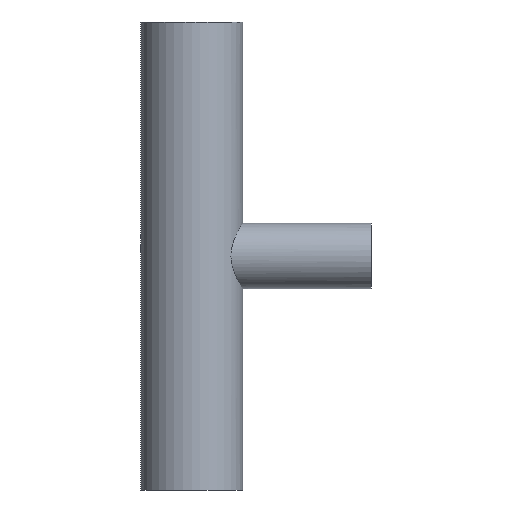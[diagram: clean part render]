
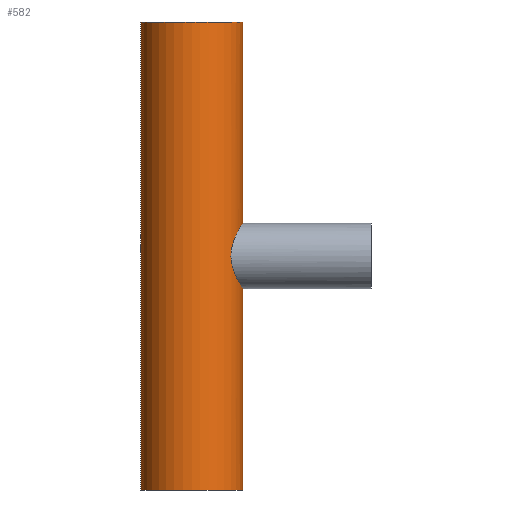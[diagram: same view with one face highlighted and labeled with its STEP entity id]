
A CAD part, front view. The second image highlights one B-rep face of the part: STEP entity #582.
In plain terms, the highlighted cylindrical face has radius 25 mm (diameter 50 mm), a partial arc.
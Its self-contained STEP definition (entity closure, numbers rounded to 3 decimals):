
#4 = B_SPLINE_CURVE_WITH_KNOTS ( 'NONE', 3,
 ( #170, #545, #492, #210, #495, #32, #217, #72, #259, #578, #344, #24, #74, #311, #124, #400, #405, #309, #164, #352, #489, #543, #119, #587, #589, #398, #356, #307, #502, #261, #449, #213, #29, #354, #253, #442, #20, #415, #279, #407, #128, #140, #323, #561, #326, #597, #366, #269, #228, #513, #232, #93 ),
 .UNSPECIFIED., .F., .F.,
 ( 4, 2, 2, 2, 2, 2, 2, 2, 2, 2, 2, 2, 2, 2, 2, 2, 2, 2, 2, 2, 2, 2, 2, 2, 2, 4 ),
 ( 0., 0.003, 0.005, 0.006, 0.01, 0.013, 0.014, 0.016, 0.019, 0.021, 0.023, 0.024, 0.026, 0.029, 0.031, 0.032, 0.034, 0.035, 0.039, 0.042, 0.043, 0.045, 0.048, 0.049, 0.05, 0.052 ),
 .UNSPECIFIED. ) ;
#20 = CARTESIAN_POINT ( 'NONE',  ( 21.911, -12.064, -10.559 ) ) ;
#22 = EDGE_CURVE ( 'NONE', #560, #517, #371, .T. ) ;
#24 = CARTESIAN_POINT ( 'NONE',  ( 22.099, -11.695, 10.931 ) ) ;
#29 = CARTESIAN_POINT ( 'NONE',  ( 20.495, -14.319, -7.157 ) ) ;
#32 = CARTESIAN_POINT ( 'NONE',  ( 24.444, -5.267, 15.118 ) ) ;
#33 = CARTESIAN_POINT ( 'NONE',  ( 25., 0., -114.5 ) ) ;
#48 = LINE ( 'NONE', #136, #607 ) ;
#72 = CARTESIAN_POINT ( 'NONE',  ( 23.958, -7.212, 14.321 ) ) ;
#74 = CARTESIAN_POINT ( 'NONE',  ( 21.915, -12.036, 10.554 ) ) ;
#82 = EDGE_CURVE ( 'NONE', #603, #223, #4, .T. ) ;
#84 = DIRECTION ( 'NONE',  ( 0., 0., -1. ) ) ;
#93 = CARTESIAN_POINT ( 'NONE',  ( 25., 0., -16. ) ) ;
#104 = EDGE_CURVE ( 'NONE', #290, #603, #48, .T. ) ;
#111 = AXIS2_PLACEMENT_3D ( 'NONE', #300, #144, #427 ) ;
#119 = CARTESIAN_POINT ( 'NONE',  ( 19.325, -15.86, 2.176 ) ) ;
#124 = CARTESIAN_POINT ( 'NONE',  ( 21.363, -12.99, 9.355 ) ) ;
#125 = CIRCLE ( 'NONE', #472, 25. ) ;
#128 = CARTESIAN_POINT ( 'NONE',  ( 23.647, -8.127, -13.792 ) ) ;
#132 = DIRECTION ( 'NONE',  ( -1., 0., 0. ) ) ;
#136 = CARTESIAN_POINT ( 'NONE',  ( 25., 0., 114.5 ) ) ;
#140 = CARTESIAN_POINT ( 'NONE',  ( 23.941, -7.216, -14.29 ) ) ;
#144 = DIRECTION ( 'NONE',  ( 0., 0., 1. ) ) ;
#152 = ORIENTED_EDGE ( 'NONE', *, *, #82, .F. ) ;
#164 = CARTESIAN_POINT ( 'NONE',  ( 19.914, -15.115, 5.273 ) ) ;
#170 = CARTESIAN_POINT ( 'NONE',  ( 25., 0., 16. ) ) ;
#179 = CYLINDRICAL_SURFACE ( 'NONE', #501, 25. ) ;
#182 = CARTESIAN_POINT ( 'NONE',  ( -25., 0., -114.5 ) ) ;
#185 = CARTESIAN_POINT ( 'NONE',  ( 25., 0., -16. ) ) ;
#210 = CARTESIAN_POINT ( 'NONE',  ( 24.726, -3.727, 15.569 ) ) ;
#211 = EDGE_CURVE ( 'NONE', #226, #560, #550, .T. ) ;
#213 = CARTESIAN_POINT ( 'NONE',  ( 20.336, -14.544, -6.689 ) ) ;
#217 = CARTESIAN_POINT ( 'NONE',  ( 24.332, -5.764, 14.935 ) ) ;
#223 = VERTEX_POINT ( 'NONE', #185 ) ;
#226 = VERTEX_POINT ( 'NONE', #466 ) ;
#228 = CARTESIAN_POINT ( 'NONE',  ( 24.93, -1.886, -15.891 ) ) ;
#232 = CARTESIAN_POINT ( 'NONE',  ( 25., -0.538, -16. ) ) ;
#253 = CARTESIAN_POINT ( 'NONE',  ( 21.005, -13.561, -8.507 ) ) ;
#259 = CARTESIAN_POINT ( 'NONE',  ( 23.662, -8.122, 13.824 ) ) ;
#261 = CARTESIAN_POINT ( 'NONE',  ( 19.905, -15.127, -5.24 ) ) ;
#269 = CARTESIAN_POINT ( 'NONE',  ( 24.908, -2.157, -15.856 ) ) ;
#273 = ORIENTED_EDGE ( 'NONE', *, *, #22, .T. ) ;
#275 = CARTESIAN_POINT ( 'NONE',  ( 0., 0., 114.5 ) ) ;
#279 = CARTESIAN_POINT ( 'NONE',  ( 23.002, -9.834, -12.662 ) ) ;
#290 = VERTEX_POINT ( 'NONE', #505 ) ;
#294 = VECTOR ( 'NONE', #594, 1000. ) ;
#300 = CARTESIAN_POINT ( 'NONE',  ( 0., 0., -114.5 ) ) ;
#307 = CARTESIAN_POINT ( 'NONE',  ( 19.558, -15.573, -3.711 ) ) ;
#309 = CARTESIAN_POINT ( 'NONE',  ( 20.051, -14.934, 5.766 ) ) ;
#311 = CARTESIAN_POINT ( 'NONE',  ( 21.547, -12.684, 9.766 ) ) ;
#315 = CARTESIAN_POINT ( 'NONE',  ( 25., 0., 114.5 ) ) ;
#321 = ORIENTED_EDGE ( 'NONE', *, *, #104, .F. ) ;
#322 = CARTESIAN_POINT ( 'NONE',  ( 25., 0., 16. ) ) ;
#323 = CARTESIAN_POINT ( 'NONE',  ( 24.079, -6.741, -14.52 ) ) ;
#326 = CARTESIAN_POINT ( 'NONE',  ( 24.655, -4.269, -15.457 ) ) ;
#344 = CARTESIAN_POINT ( 'NONE',  ( 22.646, -10.622, 12.009 ) ) ;
#352 = CARTESIAN_POINT ( 'NONE',  ( 19.67, -15.432, 4.26 ) ) ;
#354 = CARTESIAN_POINT ( 'NONE',  ( 20.831, -13.826, -8.068 ) ) ;
#355 = CARTESIAN_POINT ( 'NONE',  ( 0., 0., 114.5 ) ) ;
#356 = CARTESIAN_POINT ( 'NONE',  ( 19.3, -15.893, -2.136 ) ) ;
#360 = EDGE_LOOP ( 'NONE', ( #321, #509, #562, #273, #474, #152 ) ) ;
#361 = FACE_OUTER_BOUND ( 'NONE', #360, .T. ) ;
#366 = CARTESIAN_POINT ( 'NONE',  ( 24.856, -2.692, -15.774 ) ) ;
#368 = DIRECTION ( 'NONE',  ( 0., 0., -1. ) ) ;
#371 = CIRCLE ( 'NONE', #111, 25. ) ;
#398 = CARTESIAN_POINT ( 'NONE',  ( 19.209, -16.001, -1.07 ) ) ;
#400 = CARTESIAN_POINT ( 'NONE',  ( 20.829, -13.842, 8.089 ) ) ;
#405 = CARTESIAN_POINT ( 'NONE',  ( 20.493, -14.328, 7.195 ) ) ;
#407 = CARTESIAN_POINT ( 'NONE',  ( 23.491, -8.565, -13.524 ) ) ;
#410 = CARTESIAN_POINT ( 'NONE',  ( -25., 0., 114.5 ) ) ;
#415 = CARTESIAN_POINT ( 'NONE',  ( 22.647, -10.619, -12.012 ) ) ;
#427 = DIRECTION ( 'NONE',  ( 1., 0., 0. ) ) ;
#442 = CARTESIAN_POINT ( 'NONE',  ( 21.54, -12.707, -9.776 ) ) ;
#449 = CARTESIAN_POINT ( 'NONE',  ( 20.041, -14.948, -5.731 ) ) ;
#456 = DIRECTION ( 'NONE',  ( 0., 0., -1. ) ) ;
#462 = LINE ( 'NONE', #315, #533 ) ;
#466 = CARTESIAN_POINT ( 'NONE',  ( -25., 0., 114.5 ) ) ;
#472 = AXIS2_PLACEMENT_3D ( 'NONE', #275, #548, #590 ) ;
#474 = ORIENTED_EDGE ( 'NONE', *, *, #475, .F. ) ;
#475 = EDGE_CURVE ( 'NONE', #223, #517, #462, .T. ) ;
#477 = EDGE_CURVE ( 'NONE', #226, #290, #125, .T. ) ;
#489 = CARTESIAN_POINT ( 'NONE',  ( 19.564, -15.564, 3.746 ) ) ;
#492 = CARTESIAN_POINT ( 'NONE',  ( 24.929, -2.158, 15.89 ) ) ;
#495 = CARTESIAN_POINT ( 'NONE',  ( 24.643, -4.244, 15.436 ) ) ;
#501 = AXIS2_PLACEMENT_3D ( 'NONE', #355, #84, #132 ) ;
#502 = CARTESIAN_POINT ( 'NONE',  ( 19.664, -15.439, -4.232 ) ) ;
#505 = CARTESIAN_POINT ( 'NONE',  ( 25., 0., 114.5 ) ) ;
#509 = ORIENTED_EDGE ( 'NONE', *, *, #477, .F. ) ;
#513 = CARTESIAN_POINT ( 'NONE',  ( 24.983, -1.077, -15.973 ) ) ;
#517 = VERTEX_POINT ( 'NONE', #33 ) ;
#533 = VECTOR ( 'NONE', #368, 1000. ) ;
#543 = CARTESIAN_POINT ( 'NONE',  ( 19.392, -15.779, 2.704 ) ) ;
#545 = CARTESIAN_POINT ( 'NONE',  ( 25., -1.091, 16. ) ) ;
#548 = DIRECTION ( 'NONE',  ( 0., 0., 1. ) ) ;
#550 = LINE ( 'NONE', #410, #294 ) ;
#560 = VERTEX_POINT ( 'NONE', #182 ) ;
#561 = CARTESIAN_POINT ( 'NONE',  ( 24.457, -5.28, -15.141 ) ) ;
#562 = ORIENTED_EDGE ( 'NONE', *, *, #211, .T. ) ;
#578 = CARTESIAN_POINT ( 'NONE',  ( 23.001, -9.839, 12.66 ) ) ;
#582 = ADVANCED_FACE ( 'NONE', ( #361 ), #179, .T. ) ;
#587 = CARTESIAN_POINT ( 'NONE',  ( 19.234, -15.971, 1.104 ) ) ;
#589 = CARTESIAN_POINT ( 'NONE',  ( 19.21, -15.999, 0.557 ) ) ;
#590 = DIRECTION ( 'NONE',  ( 1., 0., 0. ) ) ;
#594 = DIRECTION ( 'NONE',  ( 0., 0., -1. ) ) ;
#597 = CARTESIAN_POINT ( 'NONE',  ( 24.826, -2.957, -15.727 ) ) ;
#603 = VERTEX_POINT ( 'NONE', #322 ) ;
#607 = VECTOR ( 'NONE', #456, 1000. ) ;
